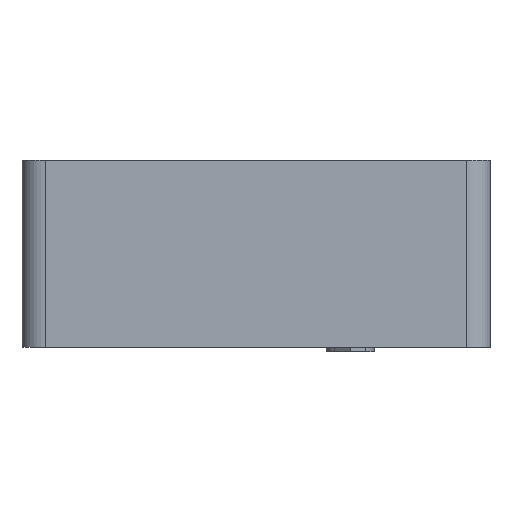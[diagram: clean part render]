
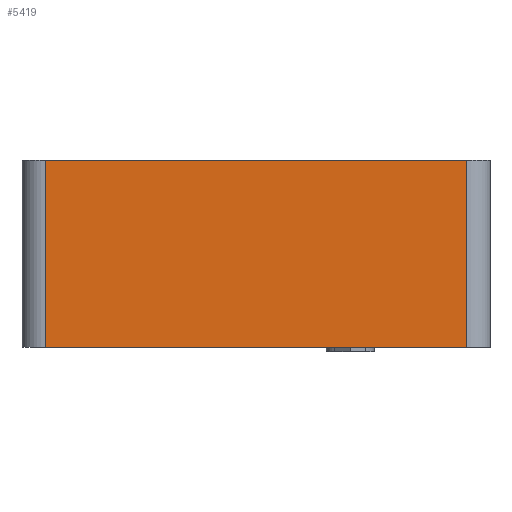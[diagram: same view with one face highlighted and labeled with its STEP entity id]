
A CAD part, left-side view. The second image highlights one B-rep face of the part: STEP entity #5419.
In plain terms, the highlighted planar face has unit normal (-1, 0, 0).
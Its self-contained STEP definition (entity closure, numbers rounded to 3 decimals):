
#178=PLANE('',#5791);
#367=FACE_OUTER_BOUND('',#692,.T.);
#692=EDGE_LOOP('',(#4070,#4071,#4072,#4073));
#1475=LINE('',#10206,#1908);
#1480=LINE('',#10218,#1913);
#1484=LINE('',#10233,#1917);
#1491=LINE('',#10251,#1924);
#1908=VECTOR('',#6429,10.);
#1913=VECTOR('',#6440,10.);
#1917=VECTOR('',#6454,10.);
#1924=VECTOR('',#6477,10.);
#2354=VERTEX_POINT('',#10203);
#2355=VERTEX_POINT('',#10205);
#2359=VERTEX_POINT('',#10217);
#2364=VERTEX_POINT('',#10229);
#2978=EDGE_CURVE('',#2354,#2355,#1475,.T.);
#2984=EDGE_CURVE('',#2359,#2355,#1480,.T.);
#2992=EDGE_CURVE('',#2359,#2364,#1484,.T.);
#3001=EDGE_CURVE('',#2364,#2354,#1491,.T.);
#4070=ORIENTED_EDGE('',*,*,#2978,.F.);
#4071=ORIENTED_EDGE('',*,*,#3001,.F.);
#4072=ORIENTED_EDGE('',*,*,#2992,.F.);
#4073=ORIENTED_EDGE('',*,*,#2984,.T.);
#5419=ADVANCED_FACE('',(#367),#178,.T.);
#5791=AXIS2_PLACEMENT_3D('',#10250,#6475,#6476);
#6429=DIRECTION('',(0.,0.,-1.));
#6440=DIRECTION('',(0.,-1.,0.));
#6454=DIRECTION('',(0.,0.,1.));
#6475=DIRECTION('center_axis',(-1.,0.,0.));
#6476=DIRECTION('ref_axis',(0.,-1.,0.));
#6477=DIRECTION('',(0.,-1.,0.));
#10203=CARTESIAN_POINT('',(0.,5.,40.));
#10205=CARTESIAN_POINT('',(0.,5.,0.));
#10206=CARTESIAN_POINT('',(0.,5.,0.));
#10217=CARTESIAN_POINT('',(0.,95.,0.));
#10218=CARTESIAN_POINT('',(0.,100.,0.));
#10229=CARTESIAN_POINT('',(0.,95.,40.));
#10233=CARTESIAN_POINT('',(0.,95.,0.));
#10250=CARTESIAN_POINT('Origin',(0.,100.,0.));
#10251=CARTESIAN_POINT('',(0.,100.,40.));
